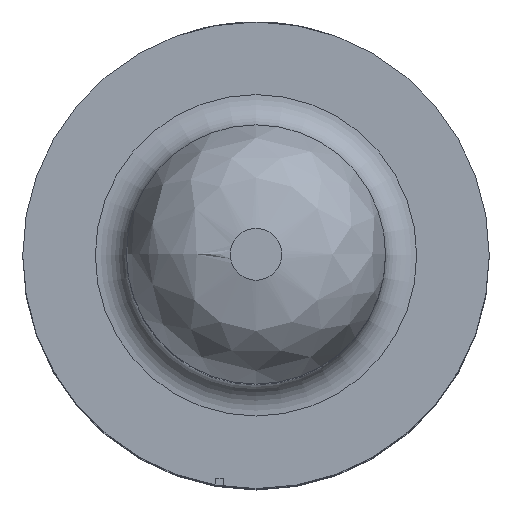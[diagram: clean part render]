
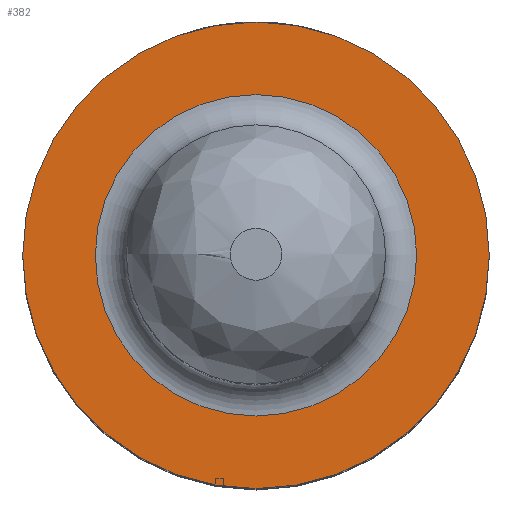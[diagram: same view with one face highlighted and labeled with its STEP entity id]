
A CAD part, top view. The second image highlights one B-rep face of the part: STEP entity #382.
In plain terms, the highlighted planar face has unit normal (0, 0, 1).
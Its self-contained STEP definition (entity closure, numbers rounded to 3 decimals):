
#304=PLANE('',#1140);
#359=FACE_BOUND('',#477,.T.);
#360=FACE_BOUND('',#478,.T.);
#382=ADVANCED_FACE('',(#359,#360),#304,.T.);
#477=EDGE_LOOP('',(#612));
#478=EDGE_LOOP('',(#613));
#612=ORIENTED_EDGE('',*,*,#826,.T.);
#613=ORIENTED_EDGE('',*,*,#793,.F.);
#726=VERTEX_POINT('',#1454);
#760=VERTEX_POINT('',#1753);
#793=EDGE_CURVE('',#726,#726,#876,.T.);
#826=EDGE_CURVE('',#760,#760,#890,.T.);
#876=CIRCLE('',#1109,2.25);
#890=CIRCLE('',#1139,1.55);
#1109=AXIS2_PLACEMENT_3D('',#1453,#1196,#1197);
#1139=AXIS2_PLACEMENT_3D('',#1752,#1263,#1264);
#1140=AXIS2_PLACEMENT_3D('',#1754,#1265,#1266);
#1196=DIRECTION('',(0.,0.,-1.));
#1197=DIRECTION('',(-1.,0.,0.));
#1263=DIRECTION('',(0.,0.,-1.));
#1264=DIRECTION('',(-1.,0.,0.));
#1265=DIRECTION('',(0.,0.,1.));
#1266=DIRECTION('',(1.,0.,0.));
#1453=CARTESIAN_POINT('',(0.,0.,7.7));
#1454=CARTESIAN_POINT('',(-2.25,0.,7.7));
#1752=CARTESIAN_POINT('',(0.,0.,7.7));
#1753=CARTESIAN_POINT('',(-1.55,0.,7.7));
#1754=CARTESIAN_POINT('',(0.,2.25,7.7));
